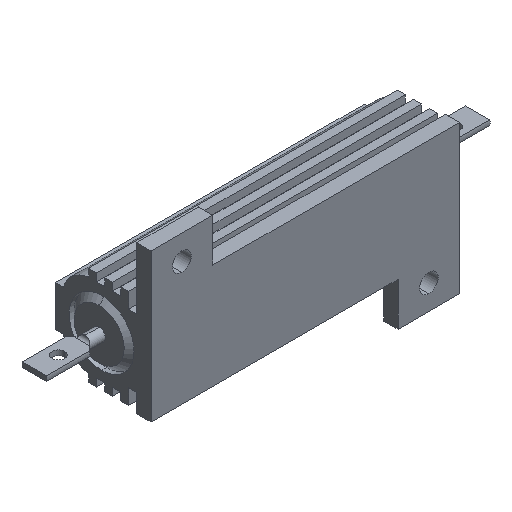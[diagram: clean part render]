
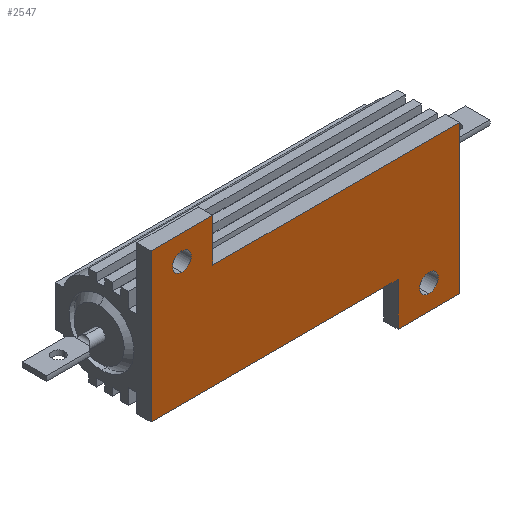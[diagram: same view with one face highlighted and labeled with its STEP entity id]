
A CAD part, isometric view. The second image highlights one B-rep face of the part: STEP entity #2547.
In plain terms, the highlighted planar face has unit normal (0, -1, 0).
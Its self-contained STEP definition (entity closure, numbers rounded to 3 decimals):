
#27 = LINE ( 'NONE', #1531, #2045 ) ;
#33 = ORIENTED_EDGE ( 'NONE', *, *, #1844, .F. ) ;
#36 = VERTEX_POINT ( 'NONE', #653 ) ;
#73 = LINE ( 'NONE', #2389, #1289 ) ;
#133 = DIRECTION ( 'NONE',  ( -1., 0., 0. ) ) ;
#144 = VERTEX_POINT ( 'NONE', #2879 ) ;
#149 = CARTESIAN_POINT ( 'NONE',  ( 50., 0., -17. ) ) ;
#200 = EDGE_LOOP ( 'NONE', ( #2110, #1236, #2337, #1195, #1787, #1280, #265, #33 ) ) ;
#201 = LINE ( 'NONE', #3207, #1781 ) ;
#265 = ORIENTED_EDGE ( 'NONE', *, *, #766, .F. ) ;
#350 = CARTESIAN_POINT ( 'NONE',  ( 5., 0., 1.5 ) ) ;
#385 = CARTESIAN_POINT ( 'NONE',  ( 50., 0., 0. ) ) ;
#451 = CIRCLE ( 'NONE', #504, 1.5 ) ;
#470 = CARTESIAN_POINT ( 'NONE',  ( 50., 0., -24. ) ) ;
#500 = EDGE_CURVE ( 'NONE', #2511, #2858, #2243, .T. ) ;
#504 = AXIS2_PLACEMENT_3D ( 'NONE', #1869, #3134, #601 ) ;
#514 = DIRECTION ( 'NONE',  ( 0., -1., 0. ) ) ;
#524 = CARTESIAN_POINT ( 'NONE',  ( 5., 0., 3. ) ) ;
#553 = AXIS2_PLACEMENT_3D ( 'NONE', #3289, #514, #900 ) ;
#583 = CARTESIAN_POINT ( 'NONE',  ( 10., 0., 0. ) ) ;
#599 = VECTOR ( 'NONE', #2860, 1000. ) ;
#601 = DIRECTION ( 'NONE',  ( 0., 0., 1. ) ) ;
#602 = ORIENTED_EDGE ( 'NONE', *, *, #3301, .F. ) ;
#653 = CARTESIAN_POINT ( 'NONE',  ( 45., 0., -21.5 ) ) ;
#657 = DIRECTION ( 'NONE',  ( 0., 1., 0. ) ) ;
#661 = AXIS2_PLACEMENT_3D ( 'NONE', #385, #657, #1921 ) ;
#766 = EDGE_CURVE ( 'NONE', #1843, #2858, #2907, .T. ) ;
#839 = LINE ( 'NONE', #1846, #599 ) ;
#847 = DIRECTION ( 'NONE',  ( 0., 0., -1. ) ) ;
#900 = DIRECTION ( 'NONE',  ( 0., 0., 1. ) ) ;
#947 = DIRECTION ( 'NONE',  ( 1., 0., 0. ) ) ;
#1006 = DIRECTION ( 'NONE',  ( -1., 0., 0. ) ) ;
#1021 = VERTEX_POINT ( 'NONE', #470 ) ;
#1182 = CARTESIAN_POINT ( 'NONE',  ( 45., 0., -18.5 ) ) ;
#1195 = ORIENTED_EDGE ( 'NONE', *, *, #2347, .F. ) ;
#1196 = CARTESIAN_POINT ( 'NONE',  ( 40., 0., -17. ) ) ;
#1210 = VERTEX_POINT ( 'NONE', #1182 ) ;
#1215 = ORIENTED_EDGE ( 'NONE', *, *, #2841, .F. ) ;
#1236 = ORIENTED_EDGE ( 'NONE', *, *, #2617, .F. ) ;
#1280 = ORIENTED_EDGE ( 'NONE', *, *, #500, .T. ) ;
#1289 = VECTOR ( 'NONE', #2113, 1000. ) ;
#1412 = LINE ( 'NONE', #149, #3213 ) ;
#1429 = VECTOR ( 'NONE', #1006, 1000. ) ;
#1470 = ORIENTED_EDGE ( 'NONE', *, *, #2657, .F. ) ;
#1507 = CIRCLE ( 'NONE', #553, 1.5 ) ;
#1512 = CIRCLE ( 'NONE', #3115, 1.5 ) ;
#1531 = CARTESIAN_POINT ( 'NONE',  ( 40., 0., -24. ) ) ;
#1577 = VERTEX_POINT ( 'NONE', #3241 ) ;
#1749 = CARTESIAN_POINT ( 'NONE',  ( 45., 0., -20. ) ) ;
#1781 = VECTOR ( 'NONE', #1938, 1000. ) ;
#1787 = ORIENTED_EDGE ( 'NONE', *, *, #2326, .F. ) ;
#1800 = CARTESIAN_POINT ( 'NONE',  ( 40., 0., -24. ) ) ;
#1813 = CARTESIAN_POINT ( 'NONE',  ( 0., 0., 7. ) ) ;
#1820 = DIRECTION ( 'NONE',  ( 0., 0., 1. ) ) ;
#1835 = DIRECTION ( 'NONE',  ( 0., -1., 0. ) ) ;
#1843 = VERTEX_POINT ( 'NONE', #3237 ) ;
#1844 = EDGE_CURVE ( 'NONE', #2297, #1843, #2993, .T. ) ;
#1846 = CARTESIAN_POINT ( 'NONE',  ( 50., 0., 0. ) ) ;
#1869 = CARTESIAN_POINT ( 'NONE',  ( 45., 0., -20. ) ) ;
#1921 = DIRECTION ( 'NONE',  ( 0., 0., 1. ) ) ;
#1938 = DIRECTION ( 'NONE',  ( 0., 0., -1. ) ) ;
#2045 = VECTOR ( 'NONE', #2285, 1000. ) ;
#2090 = CARTESIAN_POINT ( 'NONE',  ( 50., 0., 0. ) ) ;
#2110 = ORIENTED_EDGE ( 'NONE', *, *, #3189, .T. ) ;
#2113 = DIRECTION ( 'NONE',  ( -1., 0., 0. ) ) ;
#2146 = CIRCLE ( 'NONE', #2572, 1.5 ) ;
#2209 = EDGE_LOOP ( 'NONE', ( #602, #3291 ) ) ;
#2243 = LINE ( 'NONE', #2479, #1429 ) ;
#2285 = DIRECTION ( 'NONE',  ( 0., 0., 1. ) ) ;
#2297 = VERTEX_POINT ( 'NONE', #1813 ) ;
#2326 = EDGE_CURVE ( 'NONE', #2511, #1021, #839, .T. ) ;
#2337 = ORIENTED_EDGE ( 'NONE', *, *, #2734, .F. ) ;
#2347 = EDGE_CURVE ( 'NONE', #1021, #2742, #73, .T. ) ;
#2383 = VECTOR ( 'NONE', #847, 1000. ) ;
#2389 = CARTESIAN_POINT ( 'NONE',  ( 50., 0., -24. ) ) ;
#2402 = EDGE_CURVE ( 'NONE', #2893, #1577, #1507, .T. ) ;
#2434 = FACE_OUTER_BOUND ( 'NONE', #200, .T. ) ;
#2479 = CARTESIAN_POINT ( 'NONE',  ( 50., 0., 0. ) ) ;
#2486 = CARTESIAN_POINT ( 'NONE',  ( 0., 0., 7. ) ) ;
#2511 = VERTEX_POINT ( 'NONE', #2090 ) ;
#2547 = ADVANCED_FACE ( 'NONE', ( #2905, #2672, #2434 ), #3205, .F. ) ;
#2572 = AXIS2_PLACEMENT_3D ( 'NONE', #1749, #2766, #3039 ) ;
#2617 = EDGE_CURVE ( 'NONE', #3222, #144, #1412, .T. ) ;
#2623 = VECTOR ( 'NONE', #947, 1000. ) ;
#2657 = EDGE_CURVE ( 'NONE', #1210, #36, #2146, .T. ) ;
#2672 = FACE_BOUND ( 'NONE', #2209, .T. ) ;
#2734 = EDGE_CURVE ( 'NONE', #2742, #3222, #27, .T. ) ;
#2742 = VERTEX_POINT ( 'NONE', #1800 ) ;
#2766 = DIRECTION ( 'NONE',  ( 0., -1., 0. ) ) ;
#2839 = EDGE_LOOP ( 'NONE', ( #1470, #1215 ) ) ;
#2841 = EDGE_CURVE ( 'NONE', #36, #1210, #451, .T. ) ;
#2858 = VERTEX_POINT ( 'NONE', #583 ) ;
#2860 = DIRECTION ( 'NONE',  ( 0., 0., -1. ) ) ;
#2879 = CARTESIAN_POINT ( 'NONE',  ( 0., 0., -17. ) ) ;
#2893 = VERTEX_POINT ( 'NONE', #350 ) ;
#2905 = FACE_BOUND ( 'NONE', #2839, .T. ) ;
#2907 = LINE ( 'NONE', #3125, #2383 ) ;
#2993 = LINE ( 'NONE', #2486, #2623 ) ;
#3039 = DIRECTION ( 'NONE',  ( 0., 0., 1. ) ) ;
#3115 = AXIS2_PLACEMENT_3D ( 'NONE', #524, #1835, #1820 ) ;
#3125 = CARTESIAN_POINT ( 'NONE',  ( 10., 0., 7. ) ) ;
#3134 = DIRECTION ( 'NONE',  ( 0., -1., 0. ) ) ;
#3189 = EDGE_CURVE ( 'NONE', #2297, #144, #201, .T. ) ;
#3205 = PLANE ( 'NONE',  #661 ) ;
#3207 = CARTESIAN_POINT ( 'NONE',  ( 0., 0., 0. ) ) ;
#3213 = VECTOR ( 'NONE', #133, 1000. ) ;
#3222 = VERTEX_POINT ( 'NONE', #1196 ) ;
#3237 = CARTESIAN_POINT ( 'NONE',  ( 10., 0., 7. ) ) ;
#3241 = CARTESIAN_POINT ( 'NONE',  ( 5., 0., 4.5 ) ) ;
#3289 = CARTESIAN_POINT ( 'NONE',  ( 5., 0., 3. ) ) ;
#3291 = ORIENTED_EDGE ( 'NONE', *, *, #2402, .F. ) ;
#3301 = EDGE_CURVE ( 'NONE', #1577, #2893, #1512, .T. ) ;
